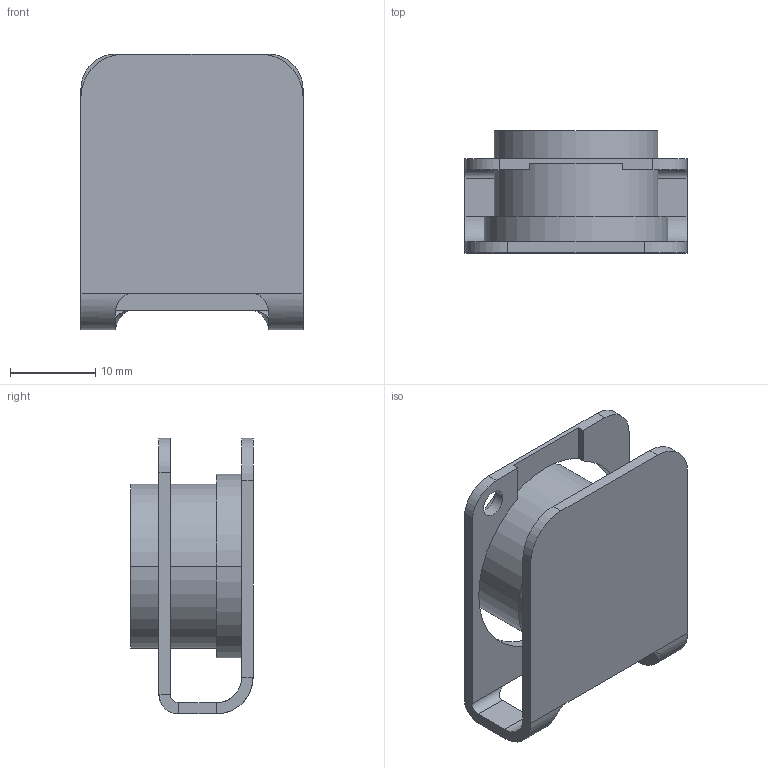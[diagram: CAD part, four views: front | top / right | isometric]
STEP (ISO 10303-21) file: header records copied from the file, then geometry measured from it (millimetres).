
FILE_DESCRIPTION((''),'2;1');
FILE_NAME('D-SCDF','2017-02-03T',('odo'),(''),'CREO PARAMETRIC BY PTC INC, 2015380','CREO PARAMETRIC BY PTC INC, 2015380','');
FILE_SCHEMA(('CONFIG_CONTROL_DESIGN'));
Length unit declared in the file: millimetre
Products named in the file (1): D-SCDF
Bounding box: 26 x 14.3 x 32.3 mm (x, y, z)
Volume: 2643.2 mm3; surface area: 4854 mm2
Topology: 3 solids, 3 shells, 69 faces, 162 edges, 92 vertices
Faces by surface type: plane 39, cylinder 26, bspline 4
Entity records: 2166 total; most frequent: CARTESIAN_POINT 533, DIRECTION 338, ORIENTED_EDGE 324, EDGE_CURVE 162, AXIS2_PLACEMENT_3D 119, VECTOR 100, LINE 100, VERTEX_POINT 92
